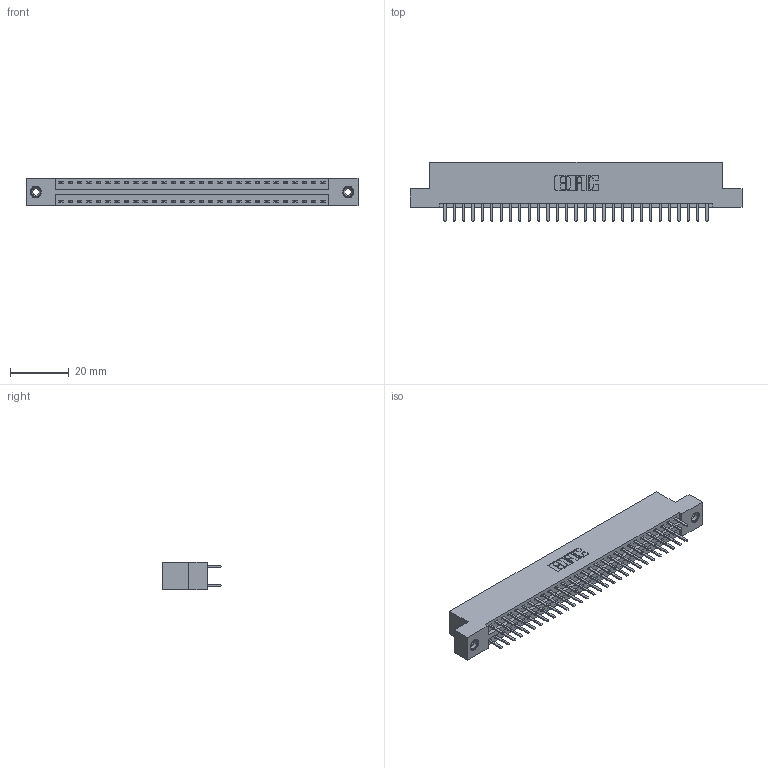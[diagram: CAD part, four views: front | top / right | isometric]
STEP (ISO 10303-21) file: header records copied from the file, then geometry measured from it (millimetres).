
FILE_DESCRIPTION (( 'STEP AP203' ), '1' );
FILE_NAME ('346-058-520-208.STEP', '2018-08-28T03:42:47', ( '' ), ( '' ), 'SwSTEP 2.0', 'SolidWorks 2016', '' );
FILE_SCHEMA (( 'CONFIG_CONTROL_DESIGN' ));
Length unit declared in the file: inch
Products named in the file (4): 345-292-001_345-293-120; 345-250-001_345-250-003-102; 346-058-520-208; 346 Part_Flush Mounting Lugs - 0.156 Dia-TI
Assembly tree (61 placements, depth 2):
  346-058-520-208
    346 Part_Flush Mounting Lugs - 0.156 Dia-TI
    345-292-001_345-293-120  x58
    345-250-001_345-250-003-102  x2
Bounding box: 112.65 x 20.02 x 9.4 mm (x, y, z)
Volume: 10851.7 mm3; surface area: 14672.3 mm2
Topology: 61 solids, 61 shells, 3430 faces, 9919 edges, 6450 vertices
Faces by surface type: plane 2254, cylinder 1160, cone 12, torus 4
Entity records: 21976 total; most frequent: CARTESIAN_POINT 3635, ORIENTED_EDGE 3550, DIRECTION 3269, EDGE_CURVE 1775, VECTOR 1503, LINE 1503, VERTEX_POINT 1176, AXIS2_PLACEMENT_3D 883
